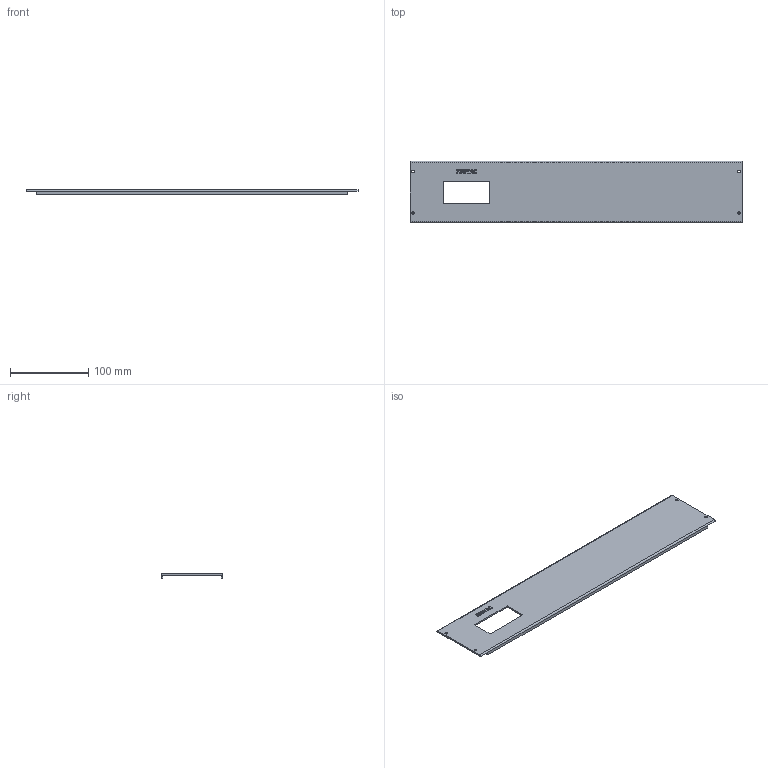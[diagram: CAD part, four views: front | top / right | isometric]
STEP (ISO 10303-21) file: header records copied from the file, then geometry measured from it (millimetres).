
FILE_DESCRIPTION(/* description */ (''),/* implementation_level */ '2;1');
FILE_NAME(/* name */ 'Case_Back.stp',/* time_stamp */ '2024-11-06T12:51:45+01:00',/* author */ ('ppovolni'),/* organization */ (''),/* preprocessor_version */ 'ST-DEVELOPER v18.1',/* originating_system */ 'Autodesk Inventor 2022',/* authorisation */ '');
FILE_SCHEMA (('AUTOMOTIVE_DESIGN { 1 0 10303 214 3 1 1 }'));
Length unit declared in the file: millimetre
Products named in the file (1): Case_Back
Bounding box: 424.97 x 78.9 x 6 mm (x, y, z)
Volume: 69890.1 mm3; surface area: 71106.1 mm2
Topology: 1 solids, 1 shells, 125 faces, 341 edges, 226 vertices
Faces by surface type: plane 62, bspline 55, cylinder 8
Full cylindrical faces by diameter (mm): 3.2 x4
Entity records: 4272 total; most frequent: CARTESIAN_POINT 1408, ORIENTED_EDGE 682, DIRECTION 389, EDGE_CURVE 341, VERTEX_POINT 226, LINE 215, VECTOR 215, EDGE_LOOP 143
